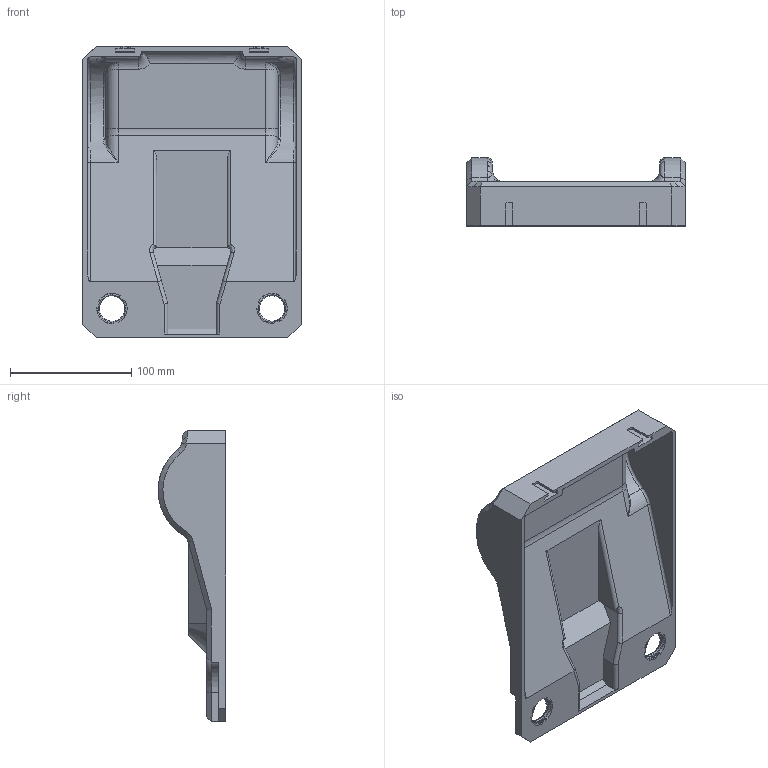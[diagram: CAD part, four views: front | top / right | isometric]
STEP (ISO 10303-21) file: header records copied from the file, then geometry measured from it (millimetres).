
FILE_DESCRIPTION((''),'2;1');
FILE_NAME('KOFFER_T2','2023-05-12T10:17:03',('sven.schlanser'),(''),'CREO PARAMETRIC BY PTC INC, 2022014','CREO PARAMETRIC BY PTC INC, 2022014','');
FILE_SCHEMA(('CONFIG_CONTROL_DESIGN'));
Length unit declared in the file: millimetre
Products named in the file (1): KOFFER_T2
Bounding box: 180 x 55.99 x 240 mm (x, y, z)
Volume: 288818.2 mm3; surface area: 133713.8 mm2
Topology: 1 solids, 1 shells, 283 faces, 704 edges, 424 vertices
Faces by surface type: bspline 102, plane 80, cylinder 65, torus 26, cone 10
Entity records: 17681 total; most frequent: CARTESIAN_POINT 11694, ORIENTED_EDGE 1408, DIRECTION 1004, EDGE_CURVE 704, VERTEX_POINT 424, AXIS2_PLACEMENT_3D 361, EDGE_LOOP 288, FACE_OUTER_BOUND 283
